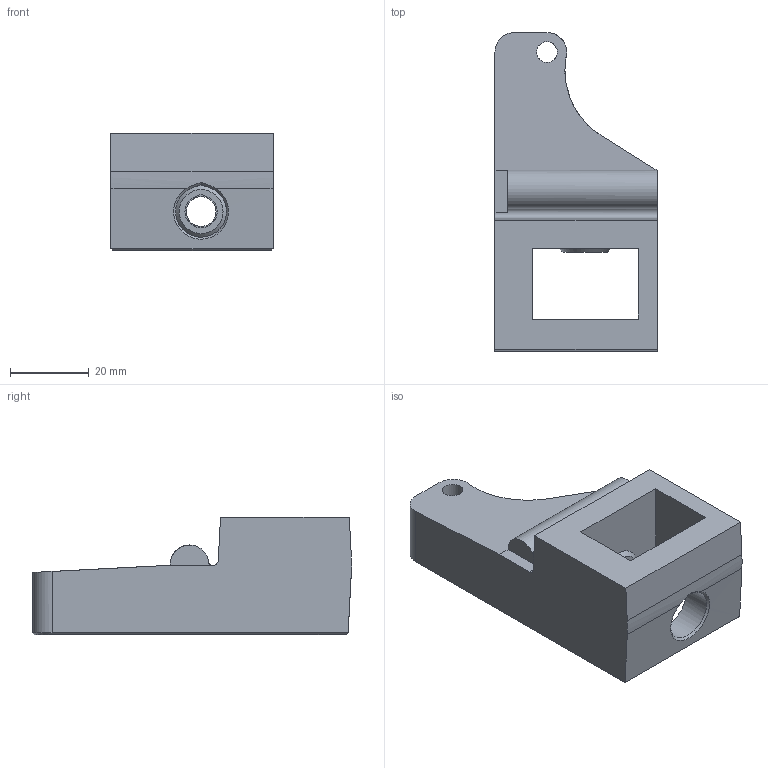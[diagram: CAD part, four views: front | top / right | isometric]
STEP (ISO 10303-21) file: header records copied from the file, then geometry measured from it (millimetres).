
FILE_DESCRIPTION(/* description */ (''),/* implementation_level */ '2;1');
FILE_NAME(/* name */ 'front idler.step',/* time_stamp */ '2024-06-26T12:26:58+02:00',/* author */ (''),/* organization */ (''),/* preprocessor_version */ 'ST-DEVELOPER v20',/* originating_system */ 'Autodesk Translation Framework v13.14.0.145',/* authorisation */ '');
FILE_SCHEMA (('AUTOMOTIVE_DESIGN { 1 0 10303 214 3 1 1 }'));
Length unit declared in the file: millimetre
Products named in the file (2): SC63 stroker v2; front body
Assembly tree (1 placements, depth 2):
  SC63 stroker v2
    front body
Bounding box: 41.27 x 81.25 x 30 mm (x, y, z)
Volume: 48158.2 mm3; surface area: 14026.2 mm2
Topology: 1 solids, 1 shells, 58 faces, 146 edges, 91 vertices
Faces by surface type: plane 34, cylinder 10, bspline 9, cone 5
Full cylindrical faces by diameter (mm): 5.3 x1, 7.6 x1
Entity records: 2073 total; most frequent: CARTESIAN_POINT 631, ORIENTED_EDGE 292, DIRECTION 256, EDGE_CURVE 146, LINE 98, VECTOR 98, VERTEX_POINT 91, AXIS2_PLACEMENT_3D 79
